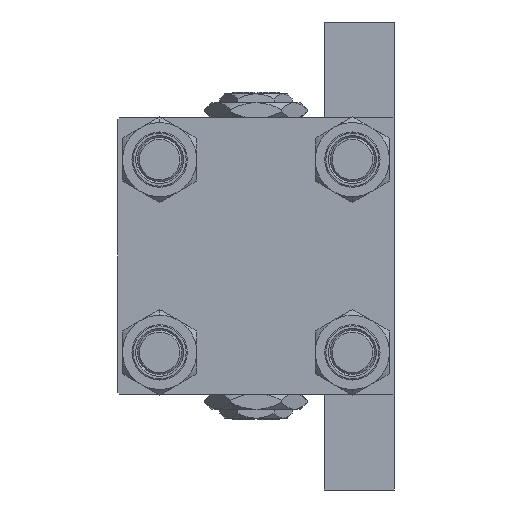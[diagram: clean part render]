
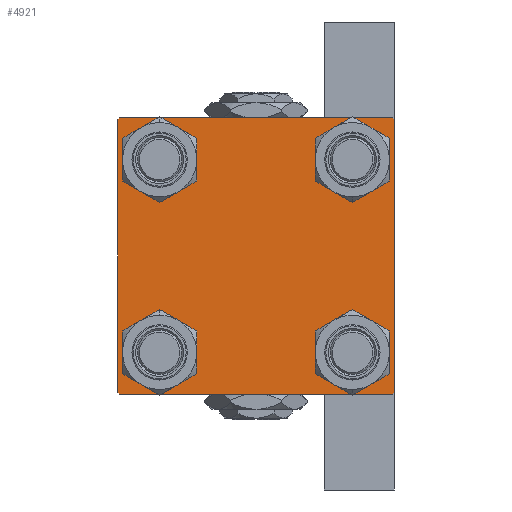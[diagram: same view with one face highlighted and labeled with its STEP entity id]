
A CAD part, left-side view. The second image highlights one B-rep face of the part: STEP entity #4921.
In plain terms, the highlighted planar face has unit normal (-1, 0, 0).
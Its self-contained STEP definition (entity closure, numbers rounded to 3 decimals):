
#73 = EDGE_CURVE ( 'NONE', #7194, #21543, #11586, .T. ) ;
#261 = PLANE ( 'NONE',  #25815 ) ;
#816 = VERTEX_POINT ( 'NONE', #17048 ) ;
#818 = EDGE_CURVE ( 'NONE', #42709, #37137, #35809, .T. ) ;
#1056 = ORIENTED_EDGE ( 'NONE', *, *, #21414, .T. ) ;
#1705 = AXIS2_PLACEMENT_3D ( 'NONE', #18906, #3677, #49443 ) ;
#2337 = AXIS2_PLACEMENT_3D ( 'NONE', #21044, #30264, #49056 ) ;
#2447 = CARTESIAN_POINT ( 'NONE',  ( 0., 37.5, 37.5 ) ) ;
#2461 = CARTESIAN_POINT ( 'NONE',  ( 0., 26.15, 26.15 ) ) ;
#3410 = CARTESIAN_POINT ( 'NONE',  ( 0., 37.25, 37.25 ) ) ;
#3677 = DIRECTION ( 'NONE',  ( 1., 0., 0. ) ) ;
#4015 = CARTESIAN_POINT ( 'NONE',  ( 0., 0., 0. ) ) ;
#4476 = ORIENTED_EDGE ( 'NONE', *, *, #30618, .T. ) ;
#4507 = DIRECTION ( 'NONE',  ( -1., 0., 0. ) ) ;
#4921 = ADVANCED_FACE ( 'NONE', ( #19000, #45760, #22989, #19979, #23233 ), #261, .T. ) ;
#7175 = EDGE_LOOP ( 'NONE', ( #45362, #37470 ) ) ;
#7194 = VERTEX_POINT ( 'NONE', #40653 ) ;
#7239 = AXIS2_PLACEMENT_3D ( 'NONE', #21487, #41005, #28744 ) ;
#7514 = VECTOR ( 'NONE', #45171, 1000. ) ;
#9247 = DIRECTION ( 'NONE',  ( 0., -1., 0. ) ) ;
#9578 = ORIENTED_EDGE ( 'NONE', *, *, #43302, .T. ) ;
#9606 = DIRECTION ( 'NONE',  ( 1., 0., 0. ) ) ;
#9856 = EDGE_CURVE ( 'NONE', #42709, #37025, #18371, .T. ) ;
#10404 = DIRECTION ( 'NONE',  ( 0., 0., -1. ) ) ;
#10645 = ORIENTED_EDGE ( 'NONE', *, *, #42508, .T. ) ;
#11586 = LINE ( 'NONE', #42068, #40017 ) ;
#11752 = EDGE_CURVE ( 'NONE', #31318, #816, #32683, .T. ) ;
#11866 = CARTESIAN_POINT ( 'NONE',  ( 0., -26.15, 26.15 ) ) ;
#11975 = EDGE_CURVE ( 'NONE', #16301, #7194, #19081, .T. ) ;
#12261 = DIRECTION ( 'NONE',  ( 1., 0., 0. ) ) ;
#12991 = LINE ( 'NONE', #28202, #19636 ) ;
#13158 = VERTEX_POINT ( 'NONE', #14309 ) ;
#13414 = EDGE_CURVE ( 'NONE', #21543, #37025, #44745, .T. ) ;
#13826 = CARTESIAN_POINT ( 'NONE',  ( 0., 26.15, 26.15 ) ) ;
#13944 = CARTESIAN_POINT ( 'NONE',  ( 0., 26.15, 32.65 ) ) ;
#14309 = CARTESIAN_POINT ( 'NONE',  ( 0., -26.15, 19.65 ) ) ;
#14619 = DIRECTION ( 'NONE',  ( 0., 0., 1. ) ) ;
#14729 = AXIS2_PLACEMENT_3D ( 'NONE', #2461, #47247, #32722 ) ;
#16301 = VERTEX_POINT ( 'NONE', #21275 ) ;
#16529 = CARTESIAN_POINT ( 'NONE',  ( 0., 26.15, -32.65 ) ) ;
#16743 = ORIENTED_EDGE ( 'NONE', *, *, #818, .T. ) ;
#17012 = ORIENTED_EDGE ( 'NONE', *, *, #17178, .T. ) ;
#17048 = CARTESIAN_POINT ( 'NONE',  ( 0., -26.15, -32.65 ) ) ;
#17178 = EDGE_CURVE ( 'NONE', #25838, #38612, #23872, .T. ) ;
#17322 = DIRECTION ( 'NONE',  ( 0., 0., 1. ) ) ;
#17371 = EDGE_LOOP ( 'NONE', ( #9578, #38113, #30622, #27174, #26265, #16743, #22667, #4476 ) ) ;
#17628 = CARTESIAN_POINT ( 'NONE',  ( 0., -37.5, 37.5 ) ) ;
#18371 = LINE ( 'NONE', #17628, #18996 ) ;
#18898 = VERTEX_POINT ( 'NONE', #23758 ) ;
#18906 = CARTESIAN_POINT ( 'NONE',  ( 0., -26.15, 26.15 ) ) ;
#18953 = EDGE_CURVE ( 'NONE', #816, #31318, #25530, .T. ) ;
#18996 = VECTOR ( 'NONE', #10404, 1000. ) ;
#19000 = FACE_BOUND ( 'NONE', #22025, .T. ) ;
#19081 = LINE ( 'NONE', #34353, #45464 ) ;
#19292 = DIRECTION ( 'NONE',  ( 0., -1., 0. ) ) ;
#19636 = VECTOR ( 'NONE', #9247, 1000. ) ;
#19979 = FACE_BOUND ( 'NONE', #37556, .T. ) ;
#20083 = VECTOR ( 'NONE', #24027, 1000. ) ;
#21044 = CARTESIAN_POINT ( 'NONE',  ( 0., 26.15, -26.15 ) ) ;
#21275 = CARTESIAN_POINT ( 'NONE',  ( 0., 37.5, -37. ) ) ;
#21414 = EDGE_CURVE ( 'NONE', #43718, #13158, #27217, .T. ) ;
#21487 = CARTESIAN_POINT ( 'NONE',  ( 0., -26.15, -26.15 ) ) ;
#21543 = VERTEX_POINT ( 'NONE', #27630 ) ;
#22025 = EDGE_LOOP ( 'NONE', ( #1056, #25724 ) ) ;
#22667 = ORIENTED_EDGE ( 'NONE', *, *, #44015, .F. ) ;
#22989 = FACE_BOUND ( 'NONE', #47256, .T. ) ;
#23233 = FACE_OUTER_BOUND ( 'NONE', #17371, .T. ) ;
#23758 = CARTESIAN_POINT ( 'NONE',  ( 0., 26.15, 19.65 ) ) ;
#23872 = CIRCLE ( 'NONE', #2337, 6.5 ) ;
#24027 = DIRECTION ( 'NONE',  ( 0., 0.707, 0.707 ) ) ;
#24336 = CIRCLE ( 'NONE', #34761, 6.5 ) ;
#24767 = CARTESIAN_POINT ( 'NONE',  ( 0., -37.25, 37.25 ) ) ;
#25165 = LINE ( 'NONE', #2447, #30845 ) ;
#25530 = CIRCLE ( 'NONE', #7239, 6.5 ) ;
#25724 = ORIENTED_EDGE ( 'NONE', *, *, #47707, .T. ) ;
#25815 = AXIS2_PLACEMENT_3D ( 'NONE', #4015, #4507, #35007 ) ;
#25838 = VERTEX_POINT ( 'NONE', #16529 ) ;
#25987 = CARTESIAN_POINT ( 'NONE',  ( 0., -26.15, -19.65 ) ) ;
#26265 = ORIENTED_EDGE ( 'NONE', *, *, #9856, .F. ) ;
#27174 = ORIENTED_EDGE ( 'NONE', *, *, #13414, .T. ) ;
#27217 = CIRCLE ( 'NONE', #1705, 6.5 ) ;
#27463 = DIRECTION ( 'NONE',  ( 0., 0., 1. ) ) ;
#27630 = CARTESIAN_POINT ( 'NONE',  ( 0., -37., -37.5 ) ) ;
#27757 = AXIS2_PLACEMENT_3D ( 'NONE', #11866, #35089, #41860 ) ;
#28202 = CARTESIAN_POINT ( 'NONE',  ( 0., 37.5, 37.5 ) ) ;
#28744 = DIRECTION ( 'NONE',  ( 0., 0., 1. ) ) ;
#29173 = DIRECTION ( 'NONE',  ( 0., 0., -1. ) ) ;
#29340 = CARTESIAN_POINT ( 'NONE',  ( 0., -26.15, -26.15 ) ) ;
#29363 = CIRCLE ( 'NONE', #27757, 6.5 ) ;
#30193 = ORIENTED_EDGE ( 'NONE', *, *, #36927, .T. ) ;
#30264 = DIRECTION ( 'NONE',  ( 1., 0., 0. ) ) ;
#30521 = CARTESIAN_POINT ( 'NONE',  ( 0., -37.5, 37. ) ) ;
#30618 = EDGE_CURVE ( 'NONE', #48138, #37712, #34646, .T. ) ;
#30622 = ORIENTED_EDGE ( 'NONE', *, *, #73, .T. ) ;
#30845 = VECTOR ( 'NONE', #29173, 1000. ) ;
#31318 = VERTEX_POINT ( 'NONE', #25987 ) ;
#31653 = EDGE_CURVE ( 'NONE', #18898, #49212, #37046, .T. ) ;
#32683 = CIRCLE ( 'NONE', #42244, 6.5 ) ;
#32722 = DIRECTION ( 'NONE',  ( 0., 0., 1. ) ) ;
#33262 = CARTESIAN_POINT ( 'NONE',  ( 0., -26.15, 32.65 ) ) ;
#34353 = CARTESIAN_POINT ( 'NONE',  ( 0., 37.25, -37.25 ) ) ;
#34571 = CARTESIAN_POINT ( 'NONE',  ( 0., 37.5, 37. ) ) ;
#34646 = LINE ( 'NONE', #3410, #7514 ) ;
#34761 = AXIS2_PLACEMENT_3D ( 'NONE', #46504, #12261, #27463 ) ;
#34844 = DIRECTION ( 'NONE',  ( 0., -0.707, -0.707 ) ) ;
#35007 = DIRECTION ( 'NONE',  ( 0., 0., 1. ) ) ;
#35089 = DIRECTION ( 'NONE',  ( 1., 0., 0. ) ) ;
#35607 = CIRCLE ( 'NONE', #45183, 6.5 ) ;
#35809 = LINE ( 'NONE', #24767, #20083 ) ;
#36927 = EDGE_CURVE ( 'NONE', #38612, #25838, #24336, .T. ) ;
#37025 = VERTEX_POINT ( 'NONE', #44465 ) ;
#37046 = CIRCLE ( 'NONE', #14729, 6.5 ) ;
#37113 = DIRECTION ( 'NONE',  ( 1., 0., 0. ) ) ;
#37137 = VERTEX_POINT ( 'NONE', #45454 ) ;
#37470 = ORIENTED_EDGE ( 'NONE', *, *, #18953, .T. ) ;
#37556 = EDGE_LOOP ( 'NONE', ( #10645, #42166 ) ) ;
#37712 = VERTEX_POINT ( 'NONE', #34571 ) ;
#38113 = ORIENTED_EDGE ( 'NONE', *, *, #11975, .T. ) ;
#38612 = VERTEX_POINT ( 'NONE', #48115 ) ;
#40017 = VECTOR ( 'NONE', #19292, 1000. ) ;
#40653 = CARTESIAN_POINT ( 'NONE',  ( 0., 37., -37.5 ) ) ;
#40996 = CARTESIAN_POINT ( 'NONE',  ( 0., -37.25, -37.25 ) ) ;
#41005 = DIRECTION ( 'NONE',  ( 1., 0., 0. ) ) ;
#41492 = DIRECTION ( 'NONE',  ( 0., -0.707, 0.707 ) ) ;
#41860 = DIRECTION ( 'NONE',  ( 0., 0., 1. ) ) ;
#42068 = CARTESIAN_POINT ( 'NONE',  ( 0., 37.5, -37.5 ) ) ;
#42166 = ORIENTED_EDGE ( 'NONE', *, *, #31653, .T. ) ;
#42244 = AXIS2_PLACEMENT_3D ( 'NONE', #29340, #37113, #14619 ) ;
#42508 = EDGE_CURVE ( 'NONE', #49212, #18898, #35607, .T. ) ;
#42709 = VERTEX_POINT ( 'NONE', #30521 ) ;
#43302 = EDGE_CURVE ( 'NONE', #37712, #16301, #25165, .T. ) ;
#43718 = VERTEX_POINT ( 'NONE', #33262 ) ;
#44015 = EDGE_CURVE ( 'NONE', #48138, #37137, #12991, .T. ) ;
#44465 = CARTESIAN_POINT ( 'NONE',  ( 0., -37.5, -37. ) ) ;
#44745 = LINE ( 'NONE', #40996, #47081 ) ;
#45171 = DIRECTION ( 'NONE',  ( 0., 0.707, -0.707 ) ) ;
#45183 = AXIS2_PLACEMENT_3D ( 'NONE', #13826, #9606, #17322 ) ;
#45362 = ORIENTED_EDGE ( 'NONE', *, *, #11752, .T. ) ;
#45454 = CARTESIAN_POINT ( 'NONE',  ( 0., -37., 37.5 ) ) ;
#45464 = VECTOR ( 'NONE', #34844, 1000. ) ;
#45760 = FACE_BOUND ( 'NONE', #7175, .T. ) ;
#46504 = CARTESIAN_POINT ( 'NONE',  ( 0., 26.15, -26.15 ) ) ;
#47081 = VECTOR ( 'NONE', #41492, 1000. ) ;
#47247 = DIRECTION ( 'NONE',  ( 1., 0., 0. ) ) ;
#47256 = EDGE_LOOP ( 'NONE', ( #30193, #17012 ) ) ;
#47280 = CARTESIAN_POINT ( 'NONE',  ( 0., 37., 37.5 ) ) ;
#47707 = EDGE_CURVE ( 'NONE', #13158, #43718, #29363, .T. ) ;
#48115 = CARTESIAN_POINT ( 'NONE',  ( 0., 26.15, -19.65 ) ) ;
#48138 = VERTEX_POINT ( 'NONE', #47280 ) ;
#49056 = DIRECTION ( 'NONE',  ( 0., 0., 1. ) ) ;
#49212 = VERTEX_POINT ( 'NONE', #13944 ) ;
#49443 = DIRECTION ( 'NONE',  ( 0., 0., 1. ) ) ;
